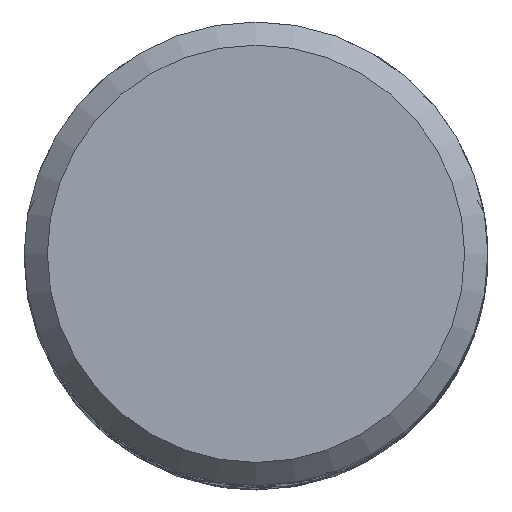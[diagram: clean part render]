
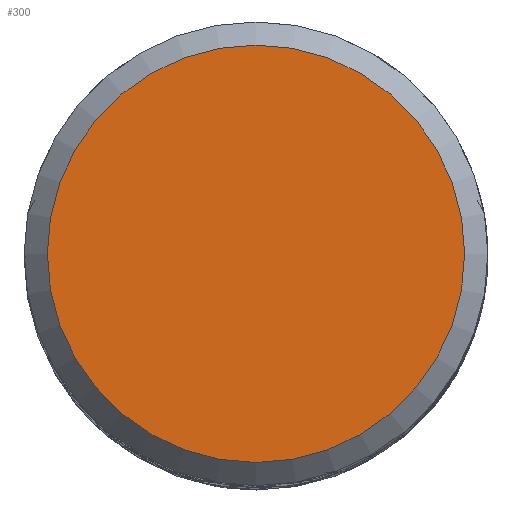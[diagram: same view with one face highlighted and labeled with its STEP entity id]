
A CAD part, top view. The second image highlights one B-rep face of the part: STEP entity #300.
In plain terms, the highlighted planar face has unit normal (0, 0, 1).
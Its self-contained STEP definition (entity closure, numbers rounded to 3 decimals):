
#260 = VERTEX_POINT('', #261);
#261 = CARTESIAN_POINT('', (-3.6, 0., 0.));
#267 = EDGE_CURVE('', #260, #260, #268, .T.);
#268 = CIRCLE('', #269, 3.6);
#269 = AXIS2_PLACEMENT_3D('', #270, #271, #272);
#270 = CARTESIAN_POINT('', (0., 0., 0.));
#271 = DIRECTION('', (0., 0., -1.));
#272 = DIRECTION('', (-1., 0., 0.));
#300 = ADVANCED_FACE('', (#301), #304, .T.);
#301 = FACE_OUTER_BOUND('', #302, .T.);
#302 = EDGE_LOOP('', (#303));
#303 = ORIENTED_EDGE('', *, *, #267, .F.);
#304 = PLANE('', #305);
#305 = AXIS2_PLACEMENT_3D('', #306, #307, #308);
#306 = CARTESIAN_POINT('', (5.6, -5.6, 0.));
#307 = DIRECTION('', (0., 0., 1.));
#308 = DIRECTION('', (0., 1., 0.));
